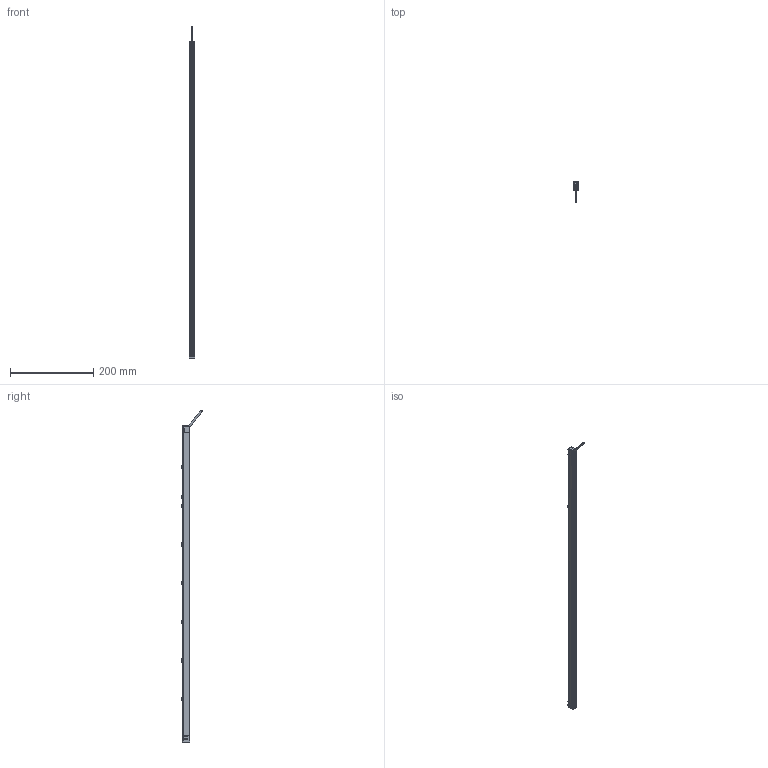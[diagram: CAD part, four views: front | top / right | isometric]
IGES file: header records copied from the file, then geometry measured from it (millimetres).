
Start section:  PTC IGES file: 218079.igs
Global section: file name: 218079.igs; native system: Creo Parametric by PTC Inc.; preprocessor: 2019292; author: PDMAdmin; organization: Unknown; date: 20200608.142056; units: millimetre
Bounding box: 13.75 x 50.55 x 799.08 mm (x, y, z)
Volume: 65879.9 mm3; surface area: 461545.7 mm2
Topology: 23 solids, 25 shells, 3198 faces, 18701 edges, 25254 vertices
Faces by surface type: bspline 2130, revolution 1040, extrusion 28
